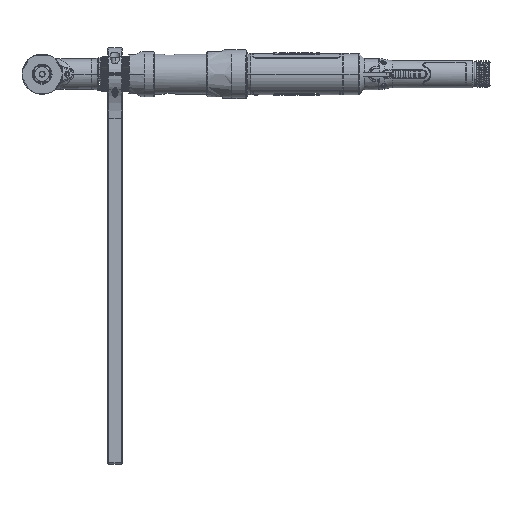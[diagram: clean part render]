
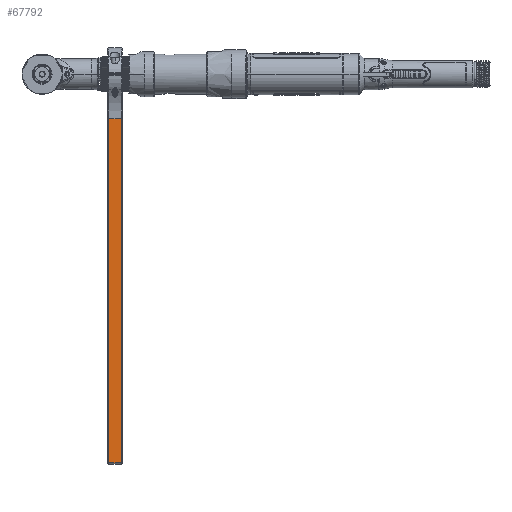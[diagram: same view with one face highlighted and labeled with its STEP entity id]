
A CAD part, top view. The second image highlights one B-rep face of the part: STEP entity #67792.
In plain terms, the highlighted planar face has unit normal (0, 0, 1).
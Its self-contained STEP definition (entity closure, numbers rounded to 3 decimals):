
#64068=DIRECTION('',(-1.,0.,0.));
#64069=VECTOR('',#64068,0.63);
#64070=CARTESIAN_POINT('',(-5.899,-2.289,0.588));
#64071=LINE('',#64070,#64069);
#65265=DIRECTION('',(0.,1.,0.));
#65266=VECTOR('',#65265,17.651);
#65267=CARTESIAN_POINT('',(-6.529,-19.94,0.588));
#65268=LINE('',#65267,#65266);
#65381=DIRECTION('',(0.,-1.,0.));
#65382=VECTOR('',#65381,17.651);
#65383=CARTESIAN_POINT('',(-5.899,-2.289,0.588));
#65384=LINE('',#65383,#65382);
#65477=DIRECTION('',(1.,0.,0.));
#65478=VECTOR('',#65477,0.63);
#65479=CARTESIAN_POINT('',(-6.529,-19.94,0.588));
#65480=LINE('',#65479,#65478);
#66523=CARTESIAN_POINT('',(-6.529,-19.94,0.588));
#66524=CARTESIAN_POINT('',(-6.529,-2.289,0.588));
#66525=VERTEX_POINT('',#66523);
#66526=VERTEX_POINT('',#66524);
#66566=CARTESIAN_POINT('',(-5.899,-2.289,0.588));
#66567=CARTESIAN_POINT('',(-5.899,-19.94,0.588));
#66568=VERTEX_POINT('',#66566);
#66569=VERTEX_POINT('',#66567);
#67777=CARTESIAN_POINT('',(-5.839,-20.,0.588));
#67778=DIRECTION('',(0.,0.,1.));
#67779=DIRECTION('',(0.,1.,0.));
#67780=AXIS2_PLACEMENT_3D('',#67777,#67778,#67779);
#67781=PLANE('',#67780);
#67783=ORIENTED_EDGE('',*,*,#67782,.T.);
#67785=ORIENTED_EDGE('',*,*,#67784,.F.);
#67787=ORIENTED_EDGE('',*,*,#67786,.T.);
#67789=ORIENTED_EDGE('',*,*,#67788,.F.);
#67790=EDGE_LOOP('',(#67783,#67785,#67787,#67789));
#67791=FACE_OUTER_BOUND('',#67790,.F.);
#67792=ADVANCED_FACE('',(#67791),#67781,.T.);
#67782=EDGE_CURVE('',#66525,#66526,#65268,.T.);
#67784=EDGE_CURVE('',#66568,#66526,#64071,.T.);
#67786=EDGE_CURVE('',#66568,#66569,#65384,.T.);
#67788=EDGE_CURVE('',#66525,#66569,#65480,.T.);
